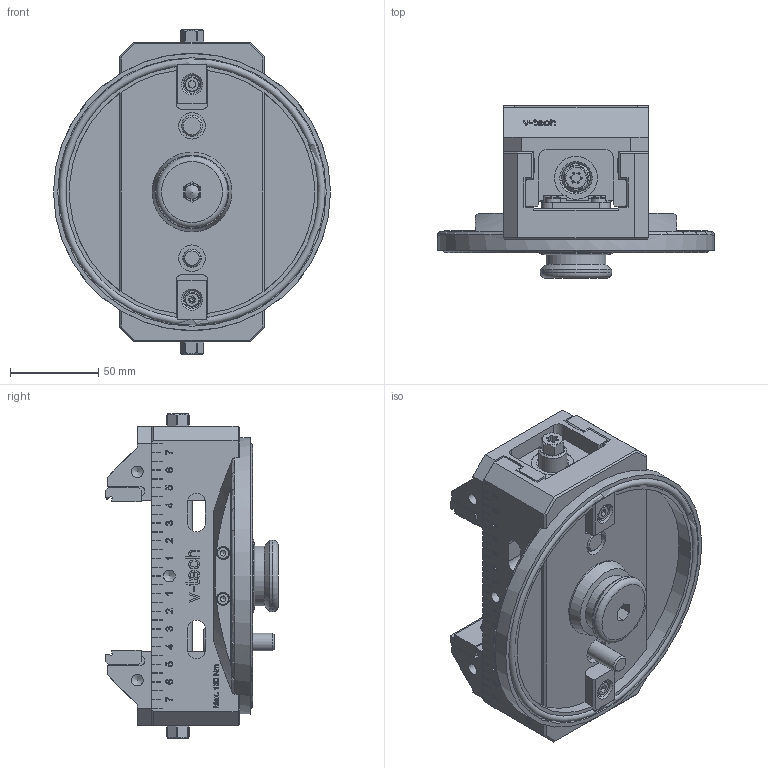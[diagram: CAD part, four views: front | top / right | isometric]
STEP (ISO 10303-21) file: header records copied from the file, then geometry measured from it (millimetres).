
FILE_DESCRIPTION(/* description */ (''),/* implementation_level */ '2;1');
FILE_NAME(/* name */ 'VIS-E 82-170-insertJaw.stp',/* time_stamp */ '2024-10-19T18:22:59+02:00',/* author */ ('Admin'),/* organization */ (''),/* preprocessor_version */ 'ST-DEVELOPER v20',/* originating_system */ 'Autodesk Inventor 2025',/* authorisation */ '');
FILE_SCHEMA (('CONFIG_CONTROL_DESIGN'));
Products named in the file (10): Sestava7; telo82; 24002-1200.130L; 24002-1203.13xL; DIN 7991 - M4x8; 24002-1200.130R; 24002-1203.13xR; 24002-1201.1_3; DIN 7991 - M4x10; 24002-1205
Assembly tree (12 placements, depth 3):
  Sestava7
    telo82
    24002-1200.130L
      24002-1203.13xL
      24002-1201.1_3
      DIN 7991 - M4x8  x2
    24002-1200.130R
      24002-1203.13xR
      24002-1201.1_3
      DIN 7991 - M4x10  x2
      24002-1205
Bounding box: 157 x 97.8 x 184 mm (x, y, z)
Volume: 730886.9 mm3; surface area: 185232.8 mm2
Topology: 10 solids, 51 shells, 2603 faces, 6911 edges, 4540 vertices
Faces by surface type: plane 1564, bspline 440, cylinder 288, cone 218, torus 93
Full cylindrical faces by diameter (mm): 1.567 x4, 2.4 x8, 2.5 x2, 3.242 x8, 3.8 x8, 4 x8, 4.134 x8, 4.5 x10, 5 x8, 5.3 x2, 5.5 x8, 6.647 x6, 7 x4, 7.5 x4, 8 x5, 8.5 x8, 9 x7, 9.4 x2, 10 x7, 10.376 x2, 12 x1, 14 x2, 15 x6, 16 x8, 16.376 x3, 16.4 x2, 16.5 x4, 17 x1, 17.4 x4, 18 x3
Entity records: 84540 total; most frequent: CARTESIAN_POINT 21101, ORIENTED_EDGE 13454, DIRECTION 10956, EDGE_CURVE 6727, VERTEX_POINT 4452, LINE 4390, VECTOR 4390, AXIS2_PLACEMENT_3D 3283
